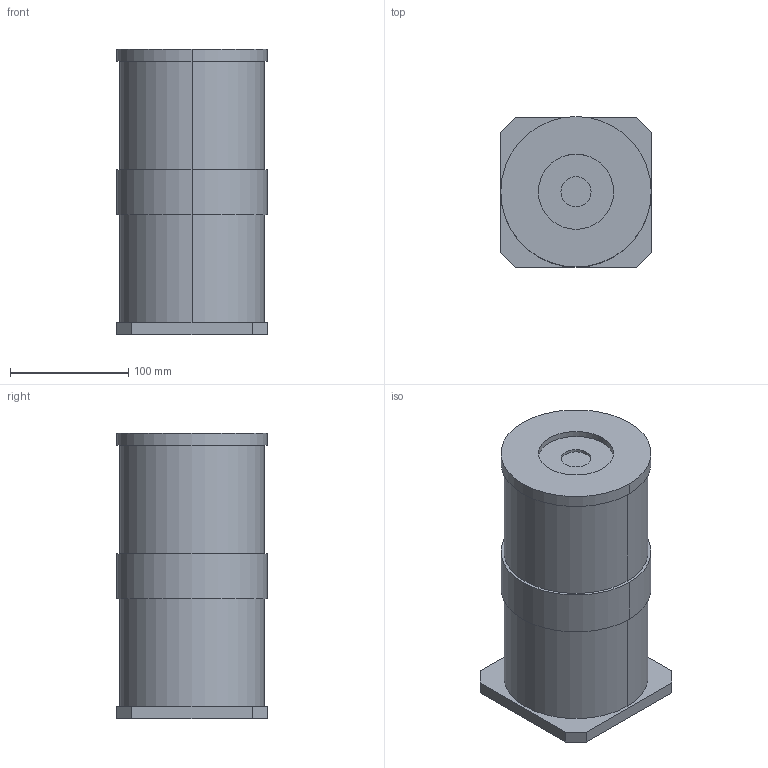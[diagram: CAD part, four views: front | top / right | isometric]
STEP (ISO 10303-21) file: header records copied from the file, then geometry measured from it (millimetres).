
FILE_DESCRIPTION((''),'2;1');
FILE_NAME('2054-XX-SM','2012-07-31T',('ryans'),('Bourns, Inc.'),'PRO/ENGINEER BY PARAMETRIC TECHNOLOGY CORPORATION, 2010100','PRO/ENGINEER BY PARAMETRIC TECHNOLOGY CORPORATION, 2010100','');
FILE_SCHEMA(('CONFIG_CONTROL_DESIGN'));
Length unit declared in the file: inch
Products named in the file (1): 2054-XX-SM
Bounding box: 127 x 127 x 241.39 mm (x, y, z)
Volume: 622283.8 mm3; surface area: 230897.9 mm2
Topology: 1 solids, 2 shells, 32 faces, 66 edges, 44 vertices
Faces by surface type: plane 18, cylinder 14
Entity records: 896 total; most frequent: DIRECTION 158, CARTESIAN_POINT 142, ORIENTED_EDGE 132, EDGE_CURVE 66, AXIS2_PLACEMENT_3D 60, VERTEX_POINT 44, VECTOR 38, LINE 38
